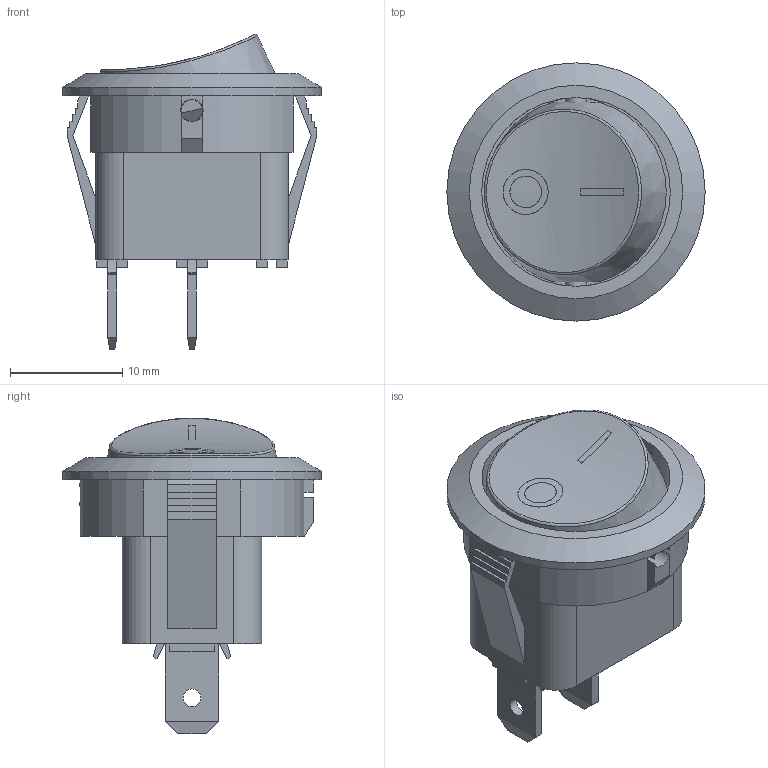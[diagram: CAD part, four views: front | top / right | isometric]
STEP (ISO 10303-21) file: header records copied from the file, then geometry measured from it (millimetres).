
FILE_DESCRIPTION((' '),'2;1');
FILE_NAME('RR111xxxx1.stp','2017-07-26T11:04:36',(' '),(' '),' ','ACIS',' ');
FILE_SCHEMA(('CONFIG_CONTROL_DESIGN'));
Length unit declared in the file: inch
Products named in the file (3): RR111xxxx1.stp; Body1; Body2
Assembly tree (2 placements, depth 2):
  RR111xxxx1.stp
    Body1
    Body2
Bounding box: 23 x 23 x 28.1 mm (x, y, z)
Volume: 3145.4 mm3; surface area: 3679.5 mm2
Topology: 2 solids, 4 shells, 698 faces, 1635 edges, 1007 vertices
Faces by surface type: plane 468, bspline 194, cylinder 33, cone 2, sphere 1
Full cylindrical faces by diameter (mm): 1.6 x2, 1.9 x2, 2 x2, 2.8 x1, 3 x1, 4 x1, 4.6 x1, 16.8 x1, 23 x1
Entity records: 21600 total; most frequent: CARTESIAN_POINT 6752, ORIENTED_EDGE 3236, DIRECTION 2296, EDGE_CURVE 1618, VECTOR 1154, LINE 1154, VERTEX_POINT 1003, EDGE_LOOP 785
